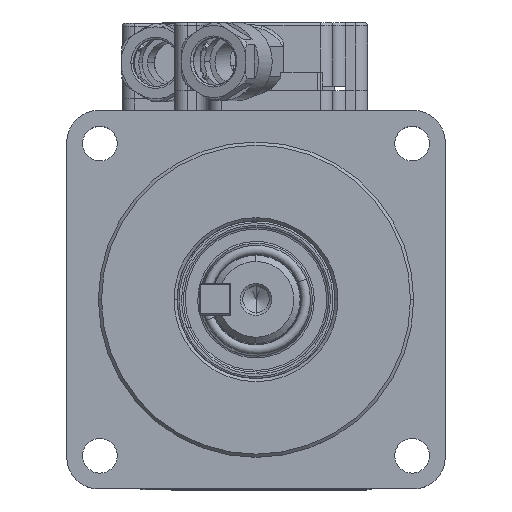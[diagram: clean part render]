
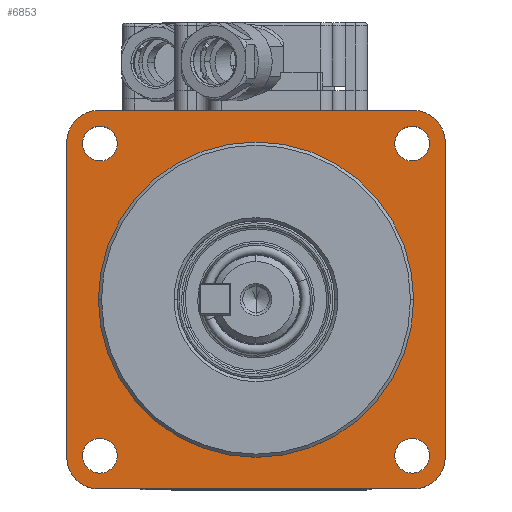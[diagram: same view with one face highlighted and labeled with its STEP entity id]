
A CAD part, top view. The second image highlights one B-rep face of the part: STEP entity #6853.
In plain terms, the highlighted planar face has unit normal (0, 0, 1).
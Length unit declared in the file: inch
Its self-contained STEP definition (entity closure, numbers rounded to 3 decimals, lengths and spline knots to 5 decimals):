
#5940=CARTESIAN_POINT('',(-0.98425,0.98425,0.));
#5941=DIRECTION('',(0.,0.,-1.));
#5942=DIRECTION('',(-1.,0.,0.));
#5943=AXIS2_PLACEMENT_3D('',#5940,#5941,#5942);
#5945=CARTESIAN_POINT('',(0.98425,0.98425,0.));
#5946=DIRECTION('',(0.,0.,-1.));
#5947=DIRECTION('',(0.,1.,0.));
#5948=AXIS2_PLACEMENT_3D('',#5945,#5946,#5947);
#5950=CARTESIAN_POINT('',(0.98425,-0.98425,0.));
#5951=DIRECTION('',(0.,0.,-1.));
#5952=DIRECTION('',(1.,0.,0.));
#5953=AXIS2_PLACEMENT_3D('',#5950,#5951,#5952);
#5955=CARTESIAN_POINT('',(-0.98425,-0.98425,0.));
#5956=DIRECTION('',(0.,0.,-1.));
#5957=DIRECTION('',(0.,-1.,0.));
#5958=AXIS2_PLACEMENT_3D('',#5955,#5956,#5957);
#5960=CARTESIAN_POINT('',(0.,0.,0.));
#5961=DIRECTION('',(0.,0.,1.));
#5962=DIRECTION('',(-1.,0.,0.));
#5963=AXIS2_PLACEMENT_3D('',#5960,#5961,#5962);
#5965=CARTESIAN_POINT('',(0.,0.,0.));
#5966=DIRECTION('',(0.,0.,1.));
#5967=DIRECTION('',(1.,0.,0.));
#5968=AXIS2_PLACEMENT_3D('',#5965,#5966,#5967);
#5970=CARTESIAN_POINT('',(0.97436,0.97436,0.));
#5971=DIRECTION('',(0.,0.,1.));
#5972=DIRECTION('',(1.,0.,0.));
#5973=AXIS2_PLACEMENT_3D('',#5970,#5971,#5972);
#5975=CARTESIAN_POINT('',(0.97436,0.97436,0.));
#5976=DIRECTION('',(0.,0.,1.));
#5977=DIRECTION('',(-1.,0.,0.));
#5978=AXIS2_PLACEMENT_3D('',#5975,#5976,#5977);
#5980=CARTESIAN_POINT('',(0.97436,-0.97436,0.));
#5981=DIRECTION('',(0.,0.,1.));
#5982=DIRECTION('',(1.,0.,0.));
#5983=AXIS2_PLACEMENT_3D('',#5980,#5981,#5982);
#5985=CARTESIAN_POINT('',(0.97436,-0.97436,0.));
#5986=DIRECTION('',(0.,0.,1.));
#5987=DIRECTION('',(-1.,0.,0.));
#5988=AXIS2_PLACEMENT_3D('',#5985,#5986,#5987);
#5990=CARTESIAN_POINT('',(-0.97436,-0.97436,0.));
#5991=DIRECTION('',(0.,0.,1.));
#5992=DIRECTION('',(1.,0.,0.));
#5993=AXIS2_PLACEMENT_3D('',#5990,#5991,#5992);
#5995=CARTESIAN_POINT('',(-0.97436,-0.97436,0.));
#5996=DIRECTION('',(0.,0.,1.));
#5997=DIRECTION('',(-1.,0.,0.));
#5998=AXIS2_PLACEMENT_3D('',#5995,#5996,#5997);
#6000=CARTESIAN_POINT('',(-0.97436,0.97436,0.));
#6001=DIRECTION('',(0.,0.,1.));
#6002=DIRECTION('',(1.,0.,0.));
#6003=AXIS2_PLACEMENT_3D('',#6000,#6001,#6002);
#6005=CARTESIAN_POINT('',(-0.97436,0.97436,0.));
#6006=DIRECTION('',(0.,0.,1.));
#6007=DIRECTION('',(-1.,0.,0.));
#6008=AXIS2_PLACEMENT_3D('',#6005,#6006,#6007);
#6052=DIRECTION('',(-1.,0.,0.));
#6053=VECTOR('',#6052,1.9685);
#6054=CARTESIAN_POINT('',(0.98425,1.1811,0.));
#6055=LINE('',#6054,#6053);
#6244=DIRECTION('',(0.,1.,0.));
#6245=VECTOR('',#6244,1.9685);
#6246=CARTESIAN_POINT('',(1.1811,-0.98425,0.));
#6247=LINE('',#6246,#6245);
#6264=DIRECTION('',(1.,0.,0.));
#6265=VECTOR('',#6264,1.9685);
#6266=CARTESIAN_POINT('',(-0.98425,-1.1811,0.));
#6267=LINE('',#6266,#6265);
#6338=DIRECTION('',(0.,-1.,0.));
#6339=VECTOR('',#6338,1.9685);
#6340=CARTESIAN_POINT('',(-1.1811,0.98425,0.));
#6341=LINE('',#6340,#6339);
#6498=CARTESIAN_POINT('',(-0.98425,0.,0.));
#6499=VERTEX_POINT('',#6498);
#6500=CARTESIAN_POINT('',(0.98425,0.,0.));
#6501=VERTEX_POINT('',#6500);
#6502=CARTESIAN_POINT('',(-1.1811,0.98425,0.));
#6503=CARTESIAN_POINT('',(-0.98425,1.1811,0.));
#6504=VERTEX_POINT('',#6502);
#6505=VERTEX_POINT('',#6503);
#6506=CARTESIAN_POINT('',(0.98425,1.1811,0.));
#6507=VERTEX_POINT('',#6506);
#6508=CARTESIAN_POINT('',(1.1811,0.98425,0.));
#6509=VERTEX_POINT('',#6508);
#6510=CARTESIAN_POINT('',(1.1811,-0.98425,0.));
#6511=VERTEX_POINT('',#6510);
#6512=CARTESIAN_POINT('',(0.98425,-1.1811,0.));
#6513=VERTEX_POINT('',#6512);
#6514=CARTESIAN_POINT('',(-0.98425,-1.1811,0.));
#6515=VERTEX_POINT('',#6514);
#6516=CARTESIAN_POINT('',(-1.1811,-0.98425,0.));
#6517=VERTEX_POINT('',#6516);
#6518=CARTESIAN_POINT('',(1.08263,0.97436,0.));
#6519=CARTESIAN_POINT('',(0.86609,0.97436,0.));
#6520=VERTEX_POINT('',#6518);
#6521=VERTEX_POINT('',#6519);
#6522=CARTESIAN_POINT('',(1.08263,-0.97436,0.));
#6523=CARTESIAN_POINT('',(0.86609,-0.97436,0.));
#6524=VERTEX_POINT('',#6522);
#6525=VERTEX_POINT('',#6523);
#6526=CARTESIAN_POINT('',(-0.86609,-0.97436,0.));
#6527=CARTESIAN_POINT('',(-1.08263,-0.97436,0.));
#6528=VERTEX_POINT('',#6526);
#6529=VERTEX_POINT('',#6527);
#6530=CARTESIAN_POINT('',(-0.86609,0.97436,0.));
#6531=CARTESIAN_POINT('',(-1.08263,0.97436,0.));
#6532=VERTEX_POINT('',#6530);
#6533=VERTEX_POINT('',#6531);
#6802=CARTESIAN_POINT('',(-0.98425,0.98425,0.));
#6803=DIRECTION('',(0.,0.,1.));
#6804=DIRECTION('',(1.,0.,0.));
#6805=AXIS2_PLACEMENT_3D('',#6802,#6803,#6804);
#6806=PLANE('',#6805);
#6808=ORIENTED_EDGE('',*,*,#6807,.T.);
#6810=ORIENTED_EDGE('',*,*,#6809,.F.);
#6812=ORIENTED_EDGE('',*,*,#6811,.T.);
#6814=ORIENTED_EDGE('',*,*,#6813,.F.);
#6816=ORIENTED_EDGE('',*,*,#6815,.T.);
#6818=ORIENTED_EDGE('',*,*,#6817,.F.);
#6820=ORIENTED_EDGE('',*,*,#6819,.T.);
#6822=ORIENTED_EDGE('',*,*,#6821,.F.);
#6823=EDGE_LOOP('',(#6808,#6810,#6812,#6814,#6816,#6818,#6820,#6822));
#6824=FACE_OUTER_BOUND('',#6823,.F.);
#6825=ORIENTED_EDGE('',*,*,#6795,.T.);
#6826=ORIENTED_EDGE('',*,*,#6782,.T.);
#6827=EDGE_LOOP('',(#6825,#6826));
#6828=FACE_BOUND('',#6827,.F.);
#6830=ORIENTED_EDGE('',*,*,#6829,.T.);
#6832=ORIENTED_EDGE('',*,*,#6831,.T.);
#6833=EDGE_LOOP('',(#6830,#6832));
#6834=FACE_BOUND('',#6833,.F.);
#6836=ORIENTED_EDGE('',*,*,#6835,.T.);
#6838=ORIENTED_EDGE('',*,*,#6837,.T.);
#6839=EDGE_LOOP('',(#6836,#6838));
#6840=FACE_BOUND('',#6839,.F.);
#6842=ORIENTED_EDGE('',*,*,#6841,.T.);
#6844=ORIENTED_EDGE('',*,*,#6843,.T.);
#6845=EDGE_LOOP('',(#6842,#6844));
#6846=FACE_BOUND('',#6845,.F.);
#6848=ORIENTED_EDGE('',*,*,#6847,.T.);
#6850=ORIENTED_EDGE('',*,*,#6849,.T.);
#6851=EDGE_LOOP('',(#6848,#6850));
#6852=FACE_BOUND('',#6851,.F.);
#6853=ADVANCED_FACE('',(#6824,#6828,#6834,#6840,#6846,#6852),#6806,.T.);
#5944=CIRCLE('',#5943,0.19685);
#5949=CIRCLE('',#5948,0.19685);
#5954=CIRCLE('',#5953,0.19685);
#5959=CIRCLE('',#5958,0.19685);
#5964=CIRCLE('',#5963,0.98425);
#5969=CIRCLE('',#5968,0.98425);
#5974=CIRCLE('',#5973,0.10827);
#5979=CIRCLE('',#5978,0.10827);
#5984=CIRCLE('',#5983,0.10827);
#5989=CIRCLE('',#5988,0.10827);
#5994=CIRCLE('',#5993,0.10827);
#5999=CIRCLE('',#5998,0.10827);
#6004=CIRCLE('',#6003,0.10827);
#6009=CIRCLE('',#6008,0.10827);
#6782=EDGE_CURVE('',#6501,#6499,#5969,.T.);
#6795=EDGE_CURVE('',#6499,#6501,#5964,.T.);
#6807=EDGE_CURVE('',#6504,#6505,#5944,.T.);
#6809=EDGE_CURVE('',#6507,#6505,#6055,.T.);
#6811=EDGE_CURVE('',#6507,#6509,#5949,.T.);
#6813=EDGE_CURVE('',#6511,#6509,#6247,.T.);
#6815=EDGE_CURVE('',#6511,#6513,#5954,.T.);
#6817=EDGE_CURVE('',#6515,#6513,#6267,.T.);
#6819=EDGE_CURVE('',#6515,#6517,#5959,.T.);
#6821=EDGE_CURVE('',#6504,#6517,#6341,.T.);
#6829=EDGE_CURVE('',#6520,#6521,#5974,.T.);
#6831=EDGE_CURVE('',#6521,#6520,#5979,.T.);
#6835=EDGE_CURVE('',#6524,#6525,#5984,.T.);
#6837=EDGE_CURVE('',#6525,#6524,#5989,.T.);
#6841=EDGE_CURVE('',#6528,#6529,#5994,.T.);
#6843=EDGE_CURVE('',#6529,#6528,#5999,.T.);
#6847=EDGE_CURVE('',#6532,#6533,#6004,.T.);
#6849=EDGE_CURVE('',#6533,#6532,#6009,.T.);
